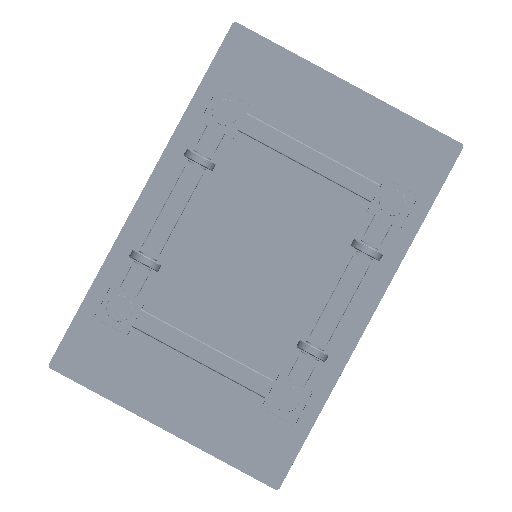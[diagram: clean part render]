
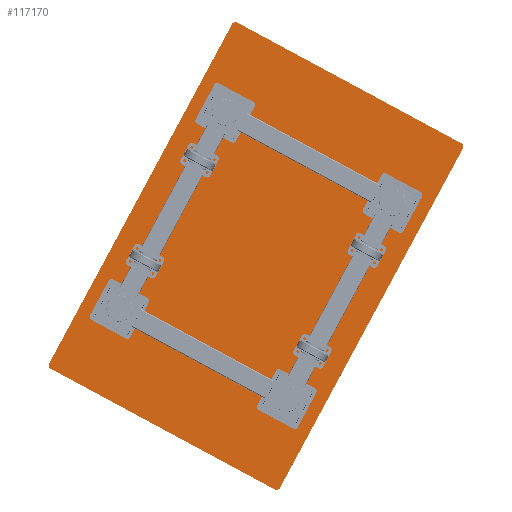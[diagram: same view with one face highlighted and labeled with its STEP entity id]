
A CAD part, top view. The second image highlights one B-rep face of the part: STEP entity #117170.
In plain terms, the highlighted planar face has unit normal (0, 0, 1).
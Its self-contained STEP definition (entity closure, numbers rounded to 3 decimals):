
#1463 = DIRECTION ( 'NONE',  ( 0., 0., 1. ) ) ;
#2008 = AXIS2_PLACEMENT_3D ( 'NONE', #29460, #36229, #128033 ) ;
#2611 = CARTESIAN_POINT ( 'NONE',  ( -121.26, -250.296, -54. ) ) ;
#2625 = ORIENTED_EDGE ( 'NONE', *, *, #101451, .T. ) ;
#3044 = LINE ( 'NONE', #37028, #130382 ) ;
#6462 = CIRCLE ( 'NONE', #99004, 11. ) ;
#8965 = EDGE_CURVE ( 'NONE', #76774, #50994, #6462, .T. ) ;
#10909 = VERTEX_POINT ( 'NONE', #55891 ) ;
#12234 = CIRCLE ( 'NONE', #72293, 11. ) ;
#13057 = VERTEX_POINT ( 'NONE', #45433 ) ;
#14085 = CARTESIAN_POINT ( 'NONE',  ( -256.88, 1161.02, -54. ) ) ;
#21641 = PLANE ( 'NONE',  #114675 ) ;
#22031 = ORIENTED_EDGE ( 'NONE', *, *, #129949, .T. ) ;
#24893 = EDGE_CURVE ( 'NONE', #76692, #93437, #12234, .T. ) ;
#27114 = DIRECTION ( 'NONE',  ( 0., 0., 1. ) ) ;
#28540 = CARTESIAN_POINT ( 'NONE',  ( 342.765, 610.613, -54. ) ) ;
#29460 = CARTESIAN_POINT ( 'NONE',  ( -815.797, 124.055, -54. ) ) ;
#31392 = LINE ( 'NONE', #108940, #81643 ) ;
#32066 = CIRCLE ( 'NONE', #2008, 11. ) ;
#35412 = EDGE_CURVE ( 'NONE', #93437, #51756, #127815, .T. ) ;
#36229 = DIRECTION ( 'NONE',  ( 0., 0., 1. ) ) ;
#36549 = DIRECTION ( 'NONE',  ( -0.88, 0.474, 0. ) ) ;
#37028 = CARTESIAN_POINT ( 'NONE',  ( -361.456, 990.184, -54. ) ) ;
#37082 = DIRECTION ( 'NONE',  ( 0., 0., 1. ) ) ;
#39994 = CIRCLE ( 'NONE', #125657, 11. ) ;
#44317 = VECTOR ( 'NONE', #116941, 1000. ) ;
#45433 = CARTESIAN_POINT ( 'NONE',  ( -825.48, 129.274, -54. ) ) ;
#45617 = DIRECTION ( 'NONE',  ( -0.88, 0.474, 0. ) ) ;
#46705 = CARTESIAN_POINT ( 'NONE',  ( -821.016, 114.372, -54. ) ) ;
#50994 = VERTEX_POINT ( 'NONE', #76847 ) ;
#51756 = VERTEX_POINT ( 'NONE', #54044 ) ;
#52797 = CARTESIAN_POINT ( 'NONE',  ( -439.8, 1032.411, -54. ) ) ;
#53511 = DIRECTION ( 'NONE',  ( 0.88, -0.474, 0. ) ) ;
#54044 = CARTESIAN_POINT ( 'NONE',  ( 437.657, 786.669, -54. ) ) ;
#55891 = CARTESIAN_POINT ( 'NONE',  ( 433.193, 801.571, -54. ) ) ;
#63557 = ORIENTED_EDGE ( 'NONE', *, *, #82384, .T. ) ;
#64368 = CARTESIAN_POINT ( 'NONE',  ( -339.689, 1218.149, -54. ) ) ;
#67913 = ORIENTED_EDGE ( 'NONE', *, *, #102591, .T. ) ;
#70409 = DIRECTION ( 'NONE',  ( -0.88, 0.474, 0. ) ) ;
#72293 = AXIS2_PLACEMENT_3D ( 'NONE', #79140, #37082, #70409 ) ;
#76692 = VERTEX_POINT ( 'NONE', #120135 ) ;
#76774 = VERTEX_POINT ( 'NONE', #119414 ) ;
#76847 = CARTESIAN_POINT ( 'NONE',  ( -266.563, 1166.239, -54. ) ) ;
#78427 = VERTEX_POINT ( 'NONE', #46705 ) ;
#79140 = CARTESIAN_POINT ( 'NONE',  ( -130.943, -245.077, -54. ) ) ;
#81643 = VECTOR ( 'NONE', #95880, 1000. ) ;
#82384 = EDGE_CURVE ( 'NONE', #10909, #76774, #105732, .T. ) ;
#85140 = ORIENTED_EDGE ( 'NONE', *, *, #35412, .T. ) ;
#88895 = ORIENTED_EDGE ( 'NONE', *, *, #24893, .T. ) ;
#93437 = VERTEX_POINT ( 'NONE', #2611 ) ;
#93547 = ORIENTED_EDGE ( 'NONE', *, *, #8965, .T. ) ;
#95880 = DIRECTION ( 'NONE',  ( 0.88, -0.474, 0. ) ) ;
#96991 = DIRECTION ( 'NONE',  ( 0., 0., 1. ) ) ;
#98474 = EDGE_CURVE ( 'NONE', #50994, #13057, #3044, .T. ) ;
#99004 = AXIS2_PLACEMENT_3D ( 'NONE', #14085, #27114, #36549 ) ;
#101451 = EDGE_CURVE ( 'NONE', #51756, #10909, #39994, .T. ) ;
#102591 = EDGE_CURVE ( 'NONE', #78427, #76692, #31392, .T. ) ;
#103685 = DIRECTION ( 'NONE',  ( -0.474, -0.88, 0. ) ) ;
#105732 = LINE ( 'NONE', #64368, #141378 ) ;
#108940 = CARTESIAN_POINT ( 'NONE',  ( -909.044, 161.818, -54. ) ) ;
#114675 = AXIS2_PLACEMENT_3D ( 'NONE', #52797, #96991, #53511 ) ;
#116941 = DIRECTION ( 'NONE',  ( 0.474, 0.88, 0. ) ) ;
#117170 = ADVANCED_FACE ( 'NONE', ( #142636 ), #21641, .T. ) ;
#119414 = CARTESIAN_POINT ( 'NONE',  ( -251.661, 1170.703, -54. ) ) ;
#120135 = CARTESIAN_POINT ( 'NONE',  ( -136.162, -254.76, -54. ) ) ;
#123874 = CARTESIAN_POINT ( 'NONE',  ( 427.974, 791.888, -54. ) ) ;
#125657 = AXIS2_PLACEMENT_3D ( 'NONE', #123874, #1463, #45617 ) ;
#126177 = EDGE_LOOP ( 'NONE', ( #85140, #2625, #63557, #93547, #143258, #22031, #67913, #88895 ) ) ;
#127815 = LINE ( 'NONE', #28540, #44317 ) ;
#128033 = DIRECTION ( 'NONE',  ( -0.88, 0.474, 0. ) ) ;
#129949 = EDGE_CURVE ( 'NONE', #13057, #78427, #32066, .T. ) ;
#130347 = DIRECTION ( 'NONE',  ( -0.88, 0.474, 0. ) ) ;
#130382 = VECTOR ( 'NONE', #103685, 1000. ) ;
#141378 = VECTOR ( 'NONE', #130347, 1000. ) ;
#142636 = FACE_OUTER_BOUND ( 'NONE', #126177, .T. ) ;
#143258 = ORIENTED_EDGE ( 'NONE', *, *, #98474, .T. ) ;
